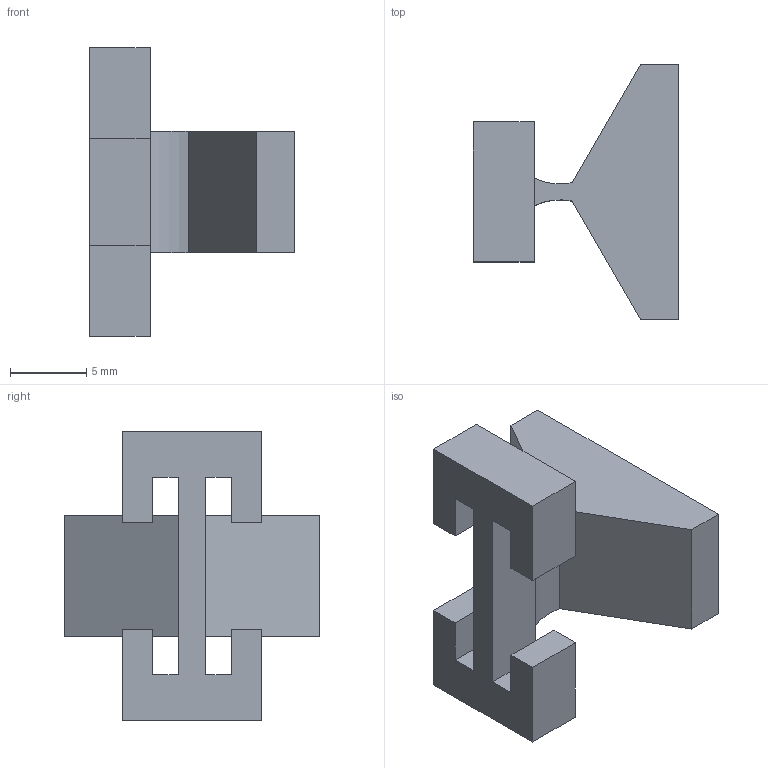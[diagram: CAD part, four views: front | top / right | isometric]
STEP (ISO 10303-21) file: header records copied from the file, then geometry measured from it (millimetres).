
FILE_DESCRIPTION (( 'STEP AP214' ), '1' );
FILE_NAME ('疰秸.47837.004 - 拺譇膻玁蠈錪.STEP', '2024-07-09T15:22:48', ( '' ), ( '' ), 'SwSTEP 2.0', 'SolidWorks 2019', '' );
FILE_SCHEMA (( 'AUTOMOTIVE_DESIGN' ));
Length unit declared in the file: millimetre
Products named in the file (1): 疰秸.47837.004 - 拺譇膻玁蠈錪
Bounding box: 13.5 x 16.8 x 19 mm (x, y, z)
Volume: 1095.2 mm3; surface area: 1102.2 mm2
Topology: 1 solids, 1 shells, 32 faces, 86 edges, 56 vertices
Faces by surface type: plane 30, cylinder 2
Entity records: 1016 total; most frequent: CARTESIAN_POINT 175, ORIENTED_EDGE 172, DIRECTION 156, EDGE_CURVE 86, VECTOR 82, LINE 82, VERTEX_POINT 56, AXIS2_PLACEMENT_3D 37
